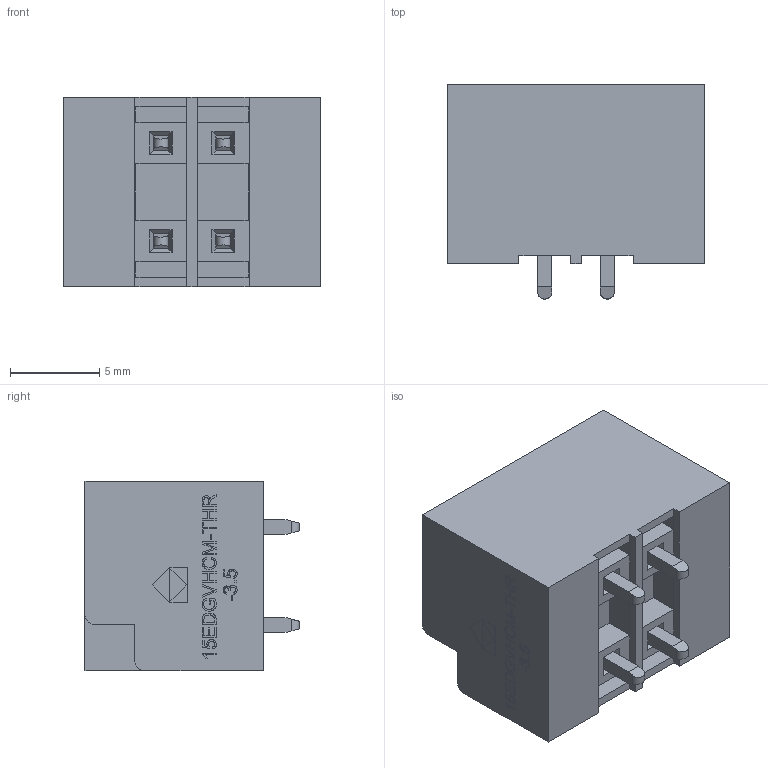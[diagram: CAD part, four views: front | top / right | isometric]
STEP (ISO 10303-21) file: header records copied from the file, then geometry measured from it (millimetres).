
FILE_DESCRIPTION(/* description */ ('Unknown'),/* implementation_level */ '2;1');
FILE_NAME(/* name */ '15EDGVHCM-THR-3.5-04P-1Y-00A-C',/* time_stamp */ '2022-07-05T11:49:30+08:00',/* author */ ('Unknown'),/* organization */ ('Unknown'),/* preprocessor_version */ 'ST-DEVELOPER v16.7',/* originating_system */ 'Solid Edge',/* authorisation */ 'Unknown');
FILE_SCHEMA (('AP242_MANAGED_MODEL_BASED_3D_ENGINEERING_MIM_LF { 1 0 10303 442 1 1 4 }','AUTOMOTIVE_DESIGN {1 0 10303 214 3 1 1}'));
Length unit declared in the file: millimetre
Products named in the file (1): 15EDGVHCM-THR-3
Bounding box: 14.4 x 12 x 10.6 mm (x, y, z)
Volume: 1006.3 mm3; surface area: 1474.2 mm2
Topology: 1 solids, 3 shells, 444 faces, 1174 edges, 772 vertices
Faces by surface type: plane 347, cylinder 65, bspline 22, cone 10
Full cylindrical faces by diameter (mm): 2.3 x4
Entity records: 13908 total; most frequent: CARTESIAN_POINT 2993, ORIENTED_EDGE 2312, DIRECTION 2095, EDGE_CURVE 1156, LINE 957, VECTOR 957, VERTEX_POINT 764, AXIS2_PLACEMENT_3D 569
